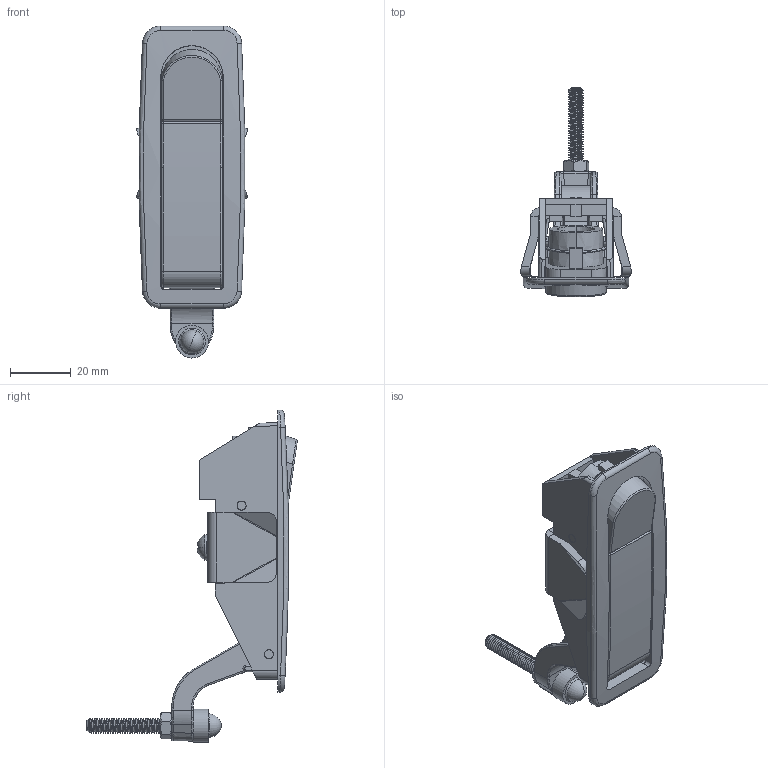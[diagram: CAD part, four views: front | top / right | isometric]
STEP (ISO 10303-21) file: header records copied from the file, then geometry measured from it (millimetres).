
FILE_DESCRIPTION (( 'STEP AP203' ), '1' );
FILE_NAME ('KP07.1.5.00.24.STEP', '2022-06-08T13:50:46', ( '' ), ( '' ), 'SwSTEP 2.0', 'SolidWorks 2021', '' );
FILE_SCHEMA (( 'CONFIG_CONTROL_DESIGN' ));
Length unit declared in the file: millimetre
Products named in the file (1): KP07.1.5.00.24
Bounding box: 36.47 x 69.34 x 109.4 mm (x, y, z)
Surface area: 25339.9 mm2 (no closed solid volume)
Topology: 0 solids, 17 shells, 392 faces, 1289 edges, 893 vertices
Faces by surface type: cylinder 194, plane 118, bspline 40, cone 19, torus 15, sphere 6
Entity records: 22496 total; most frequent: CARTESIAN_POINT 12386, ORIENTED_EDGE 2226, DIRECTION 1848, EDGE_CURVE 1287, VERTEX_POINT 893, AXIS2_PLACEMENT_3D 632, LINE 584, VECTOR 584
